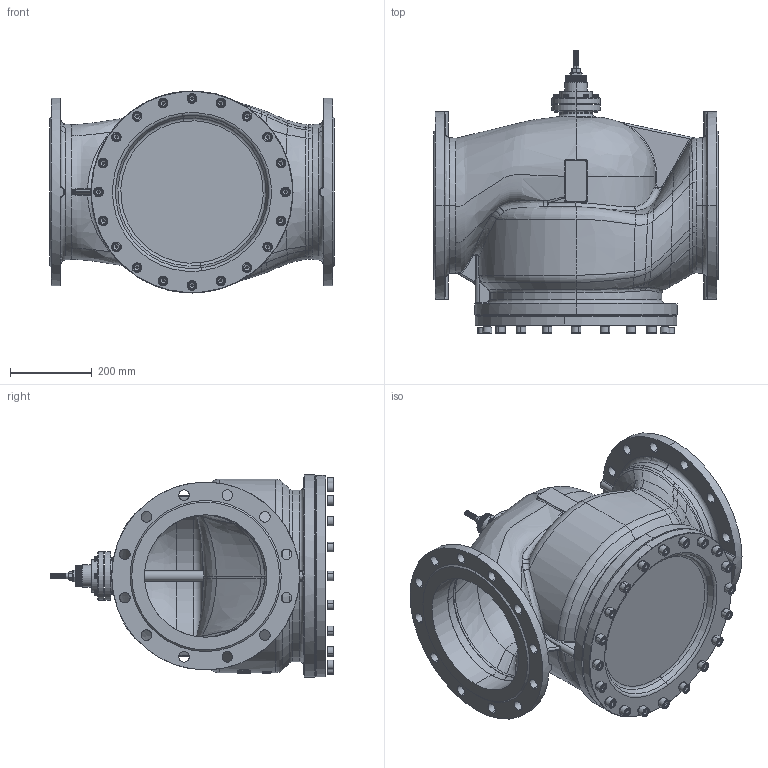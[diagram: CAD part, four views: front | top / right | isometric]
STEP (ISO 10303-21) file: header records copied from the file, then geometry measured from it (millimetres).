
FILE_DESCRIPTION((''),'2;1');
FILE_NAME('3D_STEP_CAD_MODEL_OF__SW0001','2023-03-30T16:39:41',('User'),(''),'CREO PARAMETRIC BY PTC INC, 2019010','CREO PARAMETRIC BY PTC INC, 2019010','');
FILE_SCHEMA(('CONFIG_CONTROL_DESIGN'));
Products named in the file (1): 3D_STEP_CAD_MODEL_OF__SW0001
Bounding box: 698 x 693 x 495 mm (x, y, z)
Surface area: 3267742.1 mm2 (no closed solid volume)
Topology: 0 solids, 96 shells, 1407 faces, 5715 edges, 4338 vertices
Faces by surface type: bspline 498, plane 340, cylinder 296, cone 222, torus 38, sphere 12, revolution 1
Entity records: 181760 total; most frequent: CARTESIAN_POINT 142159, ORIENTED_EDGE 8671, EDGE_CURVE 5700, DIRECTION 5675, VERTEX_POINT 4338, B_SPLINE_CURVE_WITH_KNOTS 3174, AXIS2_PLACEMENT_3D 2239, EDGE_LOOP 1602
